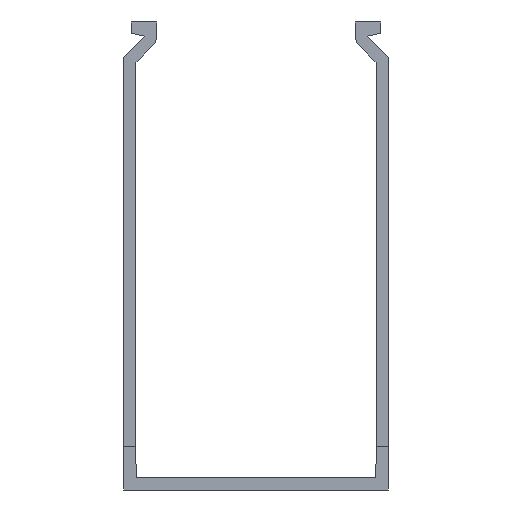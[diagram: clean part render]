
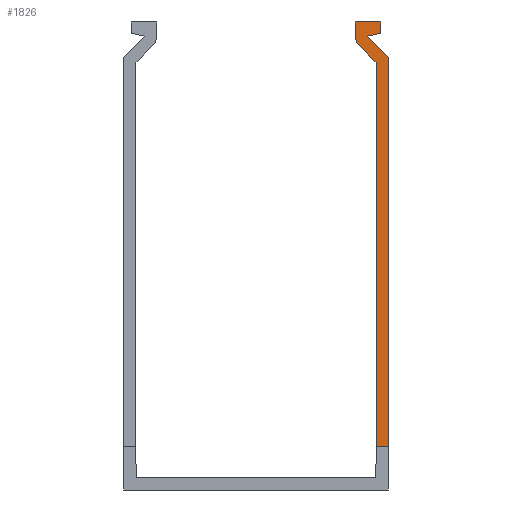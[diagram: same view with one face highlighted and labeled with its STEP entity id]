
A CAD part, front view. The second image highlights one B-rep face of the part: STEP entity #1826.
In plain terms, the highlighted planar face has unit normal (0, -1, 0).
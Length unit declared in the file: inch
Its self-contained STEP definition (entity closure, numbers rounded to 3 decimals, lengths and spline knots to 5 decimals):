
#304=FACE_OUTER_BOUND('',#4980,.T.);
#1826=ADVANCED_FACE('',(#304),#3348,.F.);
#3348=PLANE('',#32343);
#4980=EDGE_LOOP('',(#17087,#17088,#17089,#17090,#17091,#17092,#17093,#17094,
#17095));
#7150=LINE('',#43534,#11494);
#7175=LINE('',#43578,#11519);
#7177=LINE('',#43582,#11521);
#7181=LINE('',#43590,#11525);
#7184=LINE('',#43596,#11528);
#7187=LINE('',#43602,#11531);
#7189=LINE('',#43606,#11533);
#7213=LINE('',#43647,#11557);
#8061=LINE('',#45326,#12405);
#11494=VECTOR('',#35119,1.);
#11519=VECTOR('',#35146,1.);
#11521=VECTOR('',#35150,1.);
#11525=VECTOR('',#35156,1.);
#11528=VECTOR('',#35161,1.);
#11531=VECTOR('',#35166,1.);
#11533=VECTOR('',#35170,1.);
#11557=VECTOR('',#35196,1.);
#12405=VECTOR('',#36064,1.);
#17087=ORIENTED_EDGE('',*,*,#29125,.T.);
#17088=ORIENTED_EDGE('',*,*,#28277,.T.);
#17089=ORIENTED_EDGE('',*,*,#28253,.T.);
#17090=ORIENTED_EDGE('',*,*,#28251,.F.);
#17091=ORIENTED_EDGE('',*,*,#28248,.F.);
#17092=ORIENTED_EDGE('',*,*,#28245,.F.);
#17093=ORIENTED_EDGE('',*,*,#28241,.T.);
#17094=ORIENTED_EDGE('',*,*,#28239,.F.);
#17095=ORIENTED_EDGE('',*,*,#28214,.F.);
#25102=VERTEX_POINT('',#43533);
#25103=VERTEX_POINT('',#43535);
#25120=VERTEX_POINT('',#43576);
#25122=VERTEX_POINT('',#43583);
#25124=VERTEX_POINT('',#43588);
#25126=VERTEX_POINT('',#43594);
#25128=VERTEX_POINT('',#43600);
#25130=VERTEX_POINT('',#43607);
#25146=VERTEX_POINT('',#43648);
#28214=EDGE_CURVE('',#25102,#25103,#7150,.T.);
#28239=EDGE_CURVE('',#25103,#25120,#7175,.T.);
#28241=EDGE_CURVE('',#25122,#25120,#7177,.T.);
#28245=EDGE_CURVE('',#25122,#25124,#7181,.T.);
#28248=EDGE_CURVE('',#25124,#25126,#7184,.T.);
#28251=EDGE_CURVE('',#25126,#25128,#7187,.T.);
#28253=EDGE_CURVE('',#25130,#25128,#7189,.T.);
#28277=EDGE_CURVE('',#25146,#25130,#7213,.T.);
#29125=EDGE_CURVE('',#25102,#25146,#8061,.T.);
#32343=AXIS2_PLACEMENT_3D('',#45327,#36065,#36066);
#35119=DIRECTION('',(0.,0.,1.));
#35146=DIRECTION('',(-0.711,0.,0.703));
#35150=DIRECTION('',(0.038,0.,-0.999));
#35156=DIRECTION('',(1.,0.,0.));
#35161=DIRECTION('',(0.,0.,-1.));
#35166=DIRECTION('',(-0.977,0.,-0.211));
#35170=DIRECTION('',(-0.711,0.,0.703));
#35196=DIRECTION('',(0.,0.,1.));
#36064=DIRECTION('',(1.,0.,0.));
#36065=DIRECTION('',(0.,1.,0.));
#36066=DIRECTION('',(0.,0.,1.));
#43533=CARTESIAN_POINT('',(1.02415,0.156,0.36964));
#43534=CARTESIAN_POINT('',(1.02414,0.156,0.105));
#43535=CARTESIAN_POINT('',(1.02437,0.156,3.65049));
#43576=CARTESIAN_POINT('',(0.85439,0.156,3.8184));
#43578=CARTESIAN_POINT('',(1.02437,0.156,3.65049));
#43582=CARTESIAN_POINT('',(0.84764,0.156,3.99416));
#43583=CARTESIAN_POINT('',(0.84764,0.156,3.99416));
#43588=CARTESIAN_POINT('',(1.065,0.156,3.99416));
#43590=CARTESIAN_POINT('',(0.84764,0.156,3.99416));
#43594=CARTESIAN_POINT('',(1.065,0.156,3.89877));
#43596=CARTESIAN_POINT('',(1.065,0.156,3.99416));
#43600=CARTESIAN_POINT('',(0.94762,0.156,3.8734));
#43602=CARTESIAN_POINT('',(1.065,0.156,3.89877));
#43606=CARTESIAN_POINT('',(1.12937,0.156,3.69386));
#43607=CARTESIAN_POINT('',(1.12937,0.156,3.69386));
#43647=CARTESIAN_POINT('',(1.12913,0.156,0.));
#43648=CARTESIAN_POINT('',(1.12915,0.156,0.36963));
#45326=CARTESIAN_POINT('',(0.64064,0.156,0.36966));
#45327=CARTESIAN_POINT('',(0.64064,0.156,0.36966));
